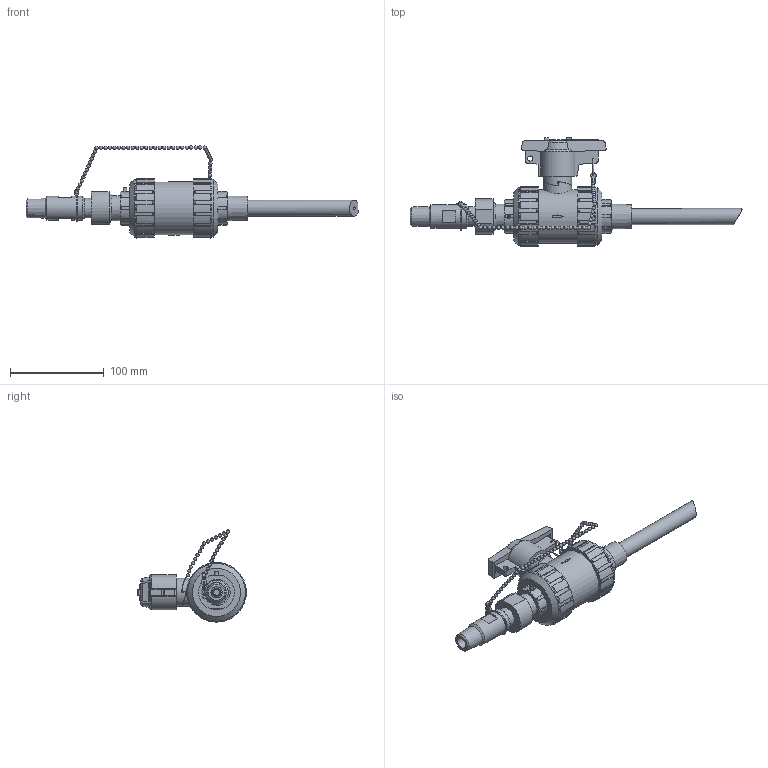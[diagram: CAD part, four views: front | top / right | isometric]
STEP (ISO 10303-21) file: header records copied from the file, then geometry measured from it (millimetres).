
FILE_DESCRIPTION((''),'2;1');
FILE_NAME('CCS-58-PVDF_R0.stp','2017-08-01T11:29:36',('salesdesk5'),(''),'Autodesk Inventor 2009','Autodesk Inventor 2009','');
FILE_SCHEMA(('AUTOMOTIVE_DESIGN { 1 0 10303 214 1 1 1 1 }'));
Length unit declared in the file: inch
Products named in the file (1): CCS-58-PVDF_R0
Bounding box: 353.62 x 115.65 x 98.08 mm (x, y, z)
Volume: 424557.4 mm3; surface area: 79263 mm2
Topology: 1 solids, 4 shells, 614 faces, 1636 edges, 1051 vertices
Faces by surface type: plane 294, cone 109, cylinder 78, bspline 68, sphere 55, torus 10
Full cylindrical faces by diameter (mm): 2 x1, 3.175 x1, 3.81 x1, 5.5 x1, 6.35 x2, 11.906 x1, 14.173 x1, 14.224 x1, 17.145 x1, 25.4 x2, 29.98 x1, 30 x1, 34.544 x2, 37.338 x2, 45.745 x2, 54.864 x2, 56.7 x1, 61.519 x2, 63.5 x2
Entity records: 20255 total; most frequent: CARTESIAN_POINT 5550, DIRECTION 2977, ORIENTED_EDGE 2856, EDGE_CURVE 1428, AXIS2_PLACEMENT_3D 1092, VERTEX_POINT 1007, EDGE_LOOP 821, VECTOR 793
